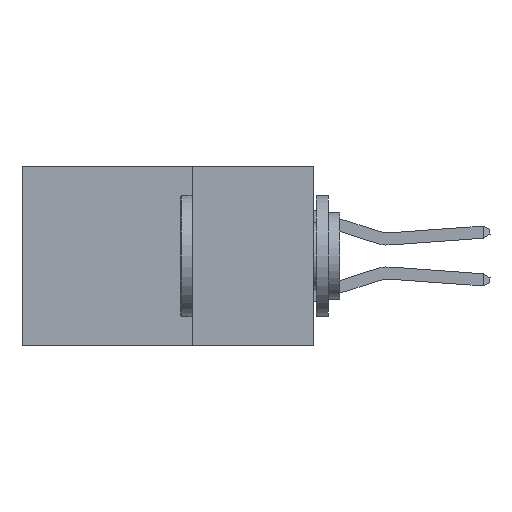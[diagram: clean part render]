
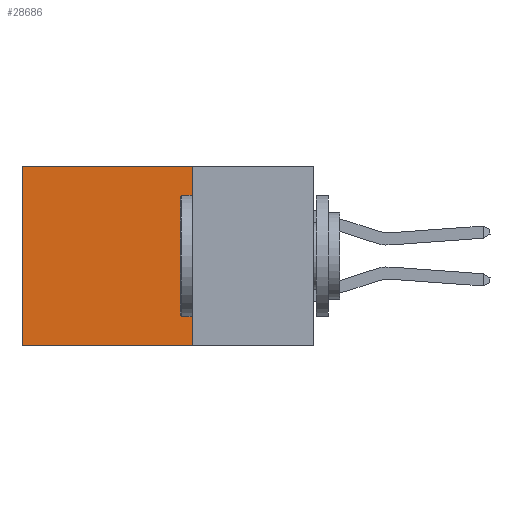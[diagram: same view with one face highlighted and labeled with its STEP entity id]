
A CAD part, left-side view. The second image highlights one B-rep face of the part: STEP entity #28686.
In plain terms, the highlighted planar face has unit normal (-1, 0, 0).
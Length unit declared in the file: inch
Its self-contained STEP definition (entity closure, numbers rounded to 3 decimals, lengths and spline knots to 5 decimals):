
#113 = DIRECTION ( 'NONE',  ( 0., 1., 0. ) ) ;
#325 = DIRECTION ( 'NONE',  ( 0., 0., -1. ) ) ;
#2675 = PLANE ( 'NONE',  #13365 ) ;
#3853 = CARTESIAN_POINT ( 'NONE',  ( 0.2875, 0.25, 0. ) ) ;
#5025 = LINE ( 'NONE', #28646, #23515 ) ;
#6828 = CARTESIAN_POINT ( 'NONE',  ( 0.2875, 0.6, 0. ) ) ;
#7239 = EDGE_CURVE ( 'NONE', #27585, #15180, #27882, .T. ) ;
#9620 = CARTESIAN_POINT ( 'NONE',  ( 0.2875, 0.25, 0. ) ) ;
#10341 = VERTEX_POINT ( 'NONE', #6828 ) ;
#10706 = CARTESIAN_POINT ( 'NONE',  ( 0.2875, 0.25, 0. ) ) ;
#11897 = VECTOR ( 'NONE', #23340, 39.37008 ) ;
#12313 = CARTESIAN_POINT ( 'NONE',  ( 0.2875, 0.25, -0.37 ) ) ;
#12348 = DIRECTION ( 'NONE',  ( 0., 0., -1. ) ) ;
#12476 = DIRECTION ( 'NONE',  ( 0., 0., -1. ) ) ;
#12816 = CARTESIAN_POINT ( 'NONE',  ( 0.2875, 0.6, -0.37 ) ) ;
#13087 = FACE_OUTER_BOUND ( 'NONE', #19133, .T. ) ;
#13365 = AXIS2_PLACEMENT_3D ( 'NONE', #9620, #26441, #12348 ) ;
#14594 = ORIENTED_EDGE ( 'NONE', *, *, #22263, .T. ) ;
#15180 = VERTEX_POINT ( 'NONE', #12816 ) ;
#15978 = ORIENTED_EDGE ( 'NONE', *, *, #23365, .F. ) ;
#16229 = VECTOR ( 'NONE', #113, 39.37008 ) ;
#16377 = ORIENTED_EDGE ( 'NONE', *, *, #25161, .T. ) ;
#19133 = EDGE_LOOP ( 'NONE', ( #16377, #20445, #15978, #14594 ) ) ;
#19743 = LINE ( 'NONE', #3853, #11897 ) ;
#20445 = ORIENTED_EDGE ( 'NONE', *, *, #7239, .F. ) ;
#20973 = CARTESIAN_POINT ( 'NONE',  ( 0.2875, 0.25, -0.37 ) ) ;
#22263 = EDGE_CURVE ( 'NONE', #27301, #10341, #19743, .T. ) ;
#23340 = DIRECTION ( 'NONE',  ( 0., 1., 0. ) ) ;
#23365 = EDGE_CURVE ( 'NONE', #27301, #27585, #5025, .T. ) ;
#23515 = VECTOR ( 'NONE', #12476, 39.37008 ) ;
#25161 = EDGE_CURVE ( 'NONE', #10341, #15180, #29322, .T. ) ;
#26441 = DIRECTION ( 'NONE',  ( 1., 0., 0. ) ) ;
#27301 = VERTEX_POINT ( 'NONE', #10706 ) ;
#27585 = VERTEX_POINT ( 'NONE', #20973 ) ;
#27882 = LINE ( 'NONE', #12313, #16229 ) ;
#28483 = CARTESIAN_POINT ( 'NONE',  ( 0.2875, 0.6, 0. ) ) ;
#28646 = CARTESIAN_POINT ( 'NONE',  ( 0.2875, 0.25, 0. ) ) ;
#28686 = ADVANCED_FACE ( 'NONE', ( #13087 ), #2675, .F. ) ;
#29322 = LINE ( 'NONE', #28483, #30105 ) ;
#30105 = VECTOR ( 'NONE', #325, 39.37008 ) ;
